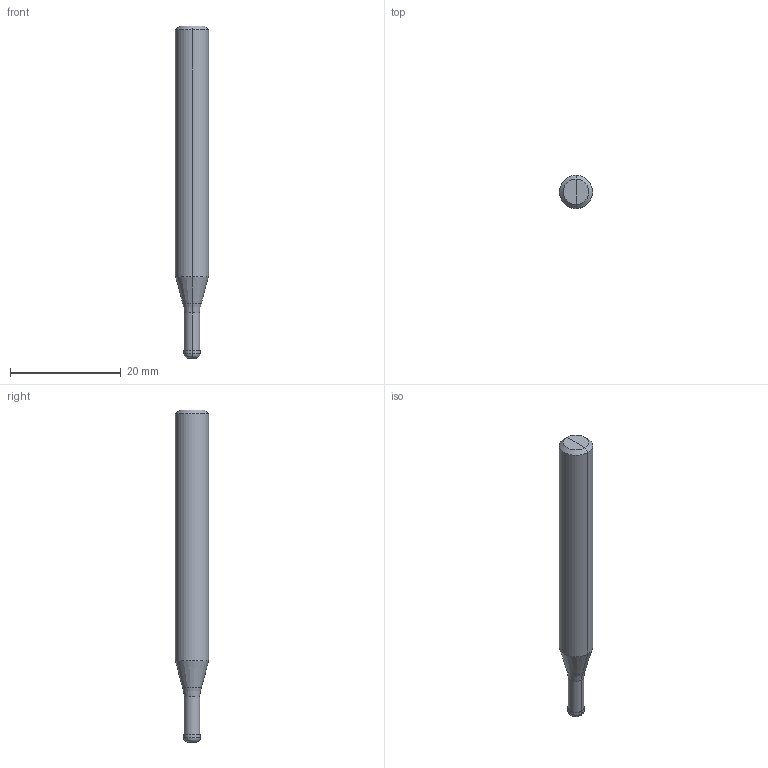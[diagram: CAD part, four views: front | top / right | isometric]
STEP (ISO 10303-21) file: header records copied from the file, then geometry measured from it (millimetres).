
FILE_DESCRIPTION((''),'2;1');
FILE_NAME('eXobj0000_0900A784','',('ISBE GmbH'),('ISBE GmbH'), 'ISBE STEP IO v1.1','originating_system','authorisation');
FILE_SCHEMA(('AUTOMOTIVE_DESIGN { 1 0 10303 214 1 1 1 1 }'));
Length unit declared in the file: millimetre
Products named in the file (2): NOCUT0; RootObj
Assembly tree (1 placements, depth 2):
  RootObj
    NOCUT0
Bounding box: 6 x 6 x 60 mm (x, y, z)
Volume: 1425.7 mm3; surface area: 1041.7 mm2
Topology: 1 solids, 1 shells, 20 faces, 38 edges, 20 vertices
Faces by surface type: plane 6, cylinder 6, revolution 4, cone 4
Entity records: 1091 total; most frequent: DIRECTION 190, CARTESIAN_POINT 163, LINE 84, VECTOR 84, ORIENTED_EDGE 76, PCURVE 76, DEFINITIONAL_REPRESENTATION 76, AXIS2_PLACEMENT_3D 47
